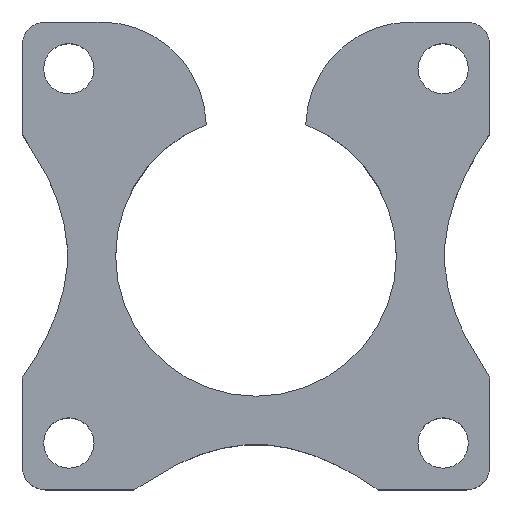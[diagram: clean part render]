
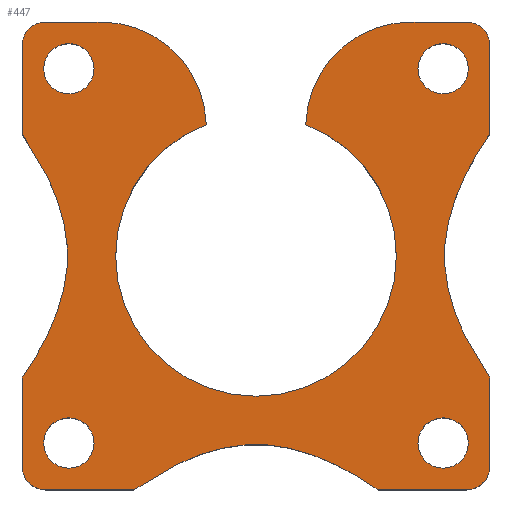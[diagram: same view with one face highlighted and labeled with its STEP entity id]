
A CAD part, top view. The second image highlights one B-rep face of the part: STEP entity #447.
In plain terms, the highlighted planar face has unit normal (0, 0, 1).
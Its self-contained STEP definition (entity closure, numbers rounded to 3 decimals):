
#22=FACE_BOUND('',#81,.T.);
#23=FACE_BOUND('',#82,.T.);
#24=FACE_BOUND('',#83,.T.);
#25=FACE_BOUND('',#84,.T.);
#29=B_SPLINE_CURVE_WITH_KNOTS('',3,(#739,#740,#741,#742,#743,#744,#745,
#746,#747,#748),.UNSPECIFIED.,.F.,.F.,(4,3,3,4),(-0.896,-0.677,
-0.319,-0.104),.UNSPECIFIED.);
#30=B_SPLINE_CURVE_WITH_KNOTS('',3,(#756,#757,#758,#759,#760,#761,#762,
#763,#764,#765),.UNSPECIFIED.,.F.,.F.,(4,3,3,4),(-0.896,-0.677,
-0.319,-0.104),.UNSPECIFIED.);
#31=B_SPLINE_CURVE_WITH_KNOTS('',3,(#773,#774,#775,#776,#777,#778,#779,
#780,#781,#782),.UNSPECIFIED.,.F.,.F.,(4,3,3,4),(0.104,0.323,
0.681,0.896),.UNSPECIFIED.);
#39=PLANE('',#499);
#52=FACE_OUTER_BOUND('',#80,.T.);
#80=EDGE_LOOP('',(#334,#335,#336,#337,#338,#339,#340,#341,#342,#343,#344,
#345,#346,#347,#348,#349,#350,#351));
#81=EDGE_LOOP('',(#352));
#82=EDGE_LOOP('',(#353));
#83=EDGE_LOOP('',(#354));
#84=EDGE_LOOP('',(#355));
#116=LINE('',#733,#148);
#117=LINE('',#737,#149);
#118=LINE('',#750,#150);
#119=LINE('',#754,#151);
#120=LINE('',#767,#152);
#121=LINE('',#771,#153);
#122=LINE('',#784,#154);
#123=LINE('',#787,#155);
#148=VECTOR('',#576,10.);
#149=VECTOR('',#579,10.);
#150=VECTOR('',#580,10.);
#151=VECTOR('',#583,10.);
#152=VECTOR('',#584,10.);
#153=VECTOR('',#587,10.);
#154=VECTOR('',#588,10.);
#155=VECTOR('',#591,10.);
#168=CIRCLE('',#482,12.);
#180=CIRCLE('',#496,9.);
#181=CIRCLE('',#498,9.);
#182=CIRCLE('',#500,2.);
#183=CIRCLE('',#501,2.);
#184=CIRCLE('',#502,2.);
#185=CIRCLE('',#503,2.);
#186=CIRCLE('',#504,2.15);
#187=CIRCLE('',#505,2.15);
#188=CIRCLE('',#506,2.15);
#189=CIRCLE('',#507,2.15);
#190=VERTEX_POINT('',#646);
#191=VERTEX_POINT('',#647);
#214=VERTEX_POINT('',#724);
#215=VERTEX_POINT('',#728);
#216=VERTEX_POINT('',#732);
#217=VERTEX_POINT('',#734);
#218=VERTEX_POINT('',#736);
#219=VERTEX_POINT('',#738);
#220=VERTEX_POINT('',#749);
#221=VERTEX_POINT('',#751);
#222=VERTEX_POINT('',#753);
#223=VERTEX_POINT('',#755);
#224=VERTEX_POINT('',#766);
#225=VERTEX_POINT('',#768);
#226=VERTEX_POINT('',#770);
#227=VERTEX_POINT('',#772);
#228=VERTEX_POINT('',#783);
#229=VERTEX_POINT('',#785);
#230=VERTEX_POINT('',#788);
#231=VERTEX_POINT('',#790);
#232=VERTEX_POINT('',#792);
#233=VERTEX_POINT('',#794);
#234=EDGE_CURVE('',#190,#191,#168,.T.);
#259=EDGE_CURVE('',#190,#214,#180,.T.);
#262=EDGE_CURVE('',#215,#191,#181,.T.);
#263=EDGE_CURVE('',#216,#215,#116,.T.);
#264=EDGE_CURVE('',#217,#216,#182,.T.);
#265=EDGE_CURVE('',#218,#217,#117,.T.);
#266=EDGE_CURVE('',#218,#219,#29,.T.);
#267=EDGE_CURVE('',#220,#219,#118,.T.);
#268=EDGE_CURVE('',#221,#220,#183,.T.);
#269=EDGE_CURVE('',#222,#221,#119,.T.);
#270=EDGE_CURVE('',#222,#223,#30,.T.);
#271=EDGE_CURVE('',#224,#223,#120,.T.);
#272=EDGE_CURVE('',#225,#224,#184,.T.);
#273=EDGE_CURVE('',#226,#225,#121,.T.);
#274=EDGE_CURVE('',#226,#227,#31,.T.);
#275=EDGE_CURVE('',#228,#227,#122,.T.);
#276=EDGE_CURVE('',#229,#228,#185,.T.);
#277=EDGE_CURVE('',#214,#229,#123,.T.);
#278=EDGE_CURVE('',#230,#230,#186,.T.);
#279=EDGE_CURVE('',#231,#231,#187,.T.);
#280=EDGE_CURVE('',#232,#232,#188,.T.);
#281=EDGE_CURVE('',#233,#233,#189,.T.);
#334=ORIENTED_EDGE('',*,*,#234,.T.);
#335=ORIENTED_EDGE('',*,*,#262,.F.);
#336=ORIENTED_EDGE('',*,*,#263,.F.);
#337=ORIENTED_EDGE('',*,*,#264,.F.);
#338=ORIENTED_EDGE('',*,*,#265,.F.);
#339=ORIENTED_EDGE('',*,*,#266,.T.);
#340=ORIENTED_EDGE('',*,*,#267,.F.);
#341=ORIENTED_EDGE('',*,*,#268,.F.);
#342=ORIENTED_EDGE('',*,*,#269,.F.);
#343=ORIENTED_EDGE('',*,*,#270,.T.);
#344=ORIENTED_EDGE('',*,*,#271,.F.);
#345=ORIENTED_EDGE('',*,*,#272,.F.);
#346=ORIENTED_EDGE('',*,*,#273,.F.);
#347=ORIENTED_EDGE('',*,*,#274,.T.);
#348=ORIENTED_EDGE('',*,*,#275,.F.);
#349=ORIENTED_EDGE('',*,*,#276,.F.);
#350=ORIENTED_EDGE('',*,*,#277,.F.);
#351=ORIENTED_EDGE('',*,*,#259,.F.);
#352=ORIENTED_EDGE('',*,*,#278,.F.);
#353=ORIENTED_EDGE('',*,*,#279,.F.);
#354=ORIENTED_EDGE('',*,*,#280,.F.);
#355=ORIENTED_EDGE('',*,*,#281,.F.);
#447=ADVANCED_FACE('',(#52,#22,#23,#24,#25),#39,.T.);
#482=AXIS2_PLACEMENT_3D('',#648,#528,#529);
#496=AXIS2_PLACEMENT_3D('',#725,#566,#567);
#498=AXIS2_PLACEMENT_3D('',#730,#572,#573);
#499=AXIS2_PLACEMENT_3D('',#731,#574,#575);
#500=AXIS2_PLACEMENT_3D('',#735,#577,#578);
#501=AXIS2_PLACEMENT_3D('',#752,#581,#582);
#502=AXIS2_PLACEMENT_3D('',#769,#585,#586);
#503=AXIS2_PLACEMENT_3D('',#786,#589,#590);
#504=AXIS2_PLACEMENT_3D('',#789,#592,#593);
#505=AXIS2_PLACEMENT_3D('',#791,#594,#595);
#506=AXIS2_PLACEMENT_3D('',#793,#596,#597);
#507=AXIS2_PLACEMENT_3D('',#795,#598,#599);
#528=DIRECTION('center_axis',(0.,0.,-1.));
#529=DIRECTION('ref_axis',(-0.354,0.935,0.));
#566=DIRECTION('center_axis',(0.,0.,-1.));
#567=DIRECTION('ref_axis',(-0.707,0.707,0.));
#572=DIRECTION('center_axis',(0.,0.,-1.));
#573=DIRECTION('ref_axis',(0.707,0.707,0.));
#574=DIRECTION('center_axis',(0.,0.,1.));
#575=DIRECTION('ref_axis',(1.,0.,0.));
#576=DIRECTION('',(1.,0.,0.));
#577=DIRECTION('center_axis',(0.,0.,-1.));
#578=DIRECTION('ref_axis',(-0.707,0.707,0.));
#579=DIRECTION('',(0.,1.,0.));
#580=DIRECTION('',(0.,1.,0.));
#581=DIRECTION('center_axis',(0.,0.,-1.));
#582=DIRECTION('ref_axis',(-0.707,-0.707,0.));
#583=DIRECTION('',(-1.,0.,0.));
#584=DIRECTION('',(-1.,0.,0.));
#585=DIRECTION('center_axis',(0.,0.,-1.));
#586=DIRECTION('ref_axis',(0.707,-0.707,0.));
#587=DIRECTION('',(0.,-1.,0.));
#588=DIRECTION('',(0.,-1.,0.));
#589=DIRECTION('center_axis',(0.,0.,-1.));
#590=DIRECTION('ref_axis',(0.707,0.707,0.));
#591=DIRECTION('',(1.,0.,0.));
#592=DIRECTION('center_axis',(0.,0.,1.));
#593=DIRECTION('ref_axis',(-1.,0.,0.));
#594=DIRECTION('center_axis',(0.,0.,1.));
#595=DIRECTION('ref_axis',(-1.,0.,0.));
#596=DIRECTION('center_axis',(0.,0.,1.));
#597=DIRECTION('ref_axis',(-1.,0.,0.));
#598=DIRECTION('center_axis',(0.,0.,1.));
#599=DIRECTION('ref_axis',(-1.,0.,0.));
#646=CARTESIAN_POINT('',(4.253,11.221,8.5));
#647=CARTESIAN_POINT('',(-4.253,11.221,8.5));
#648=CARTESIAN_POINT('Origin',(0.,0.,8.5));
#724=CARTESIAN_POINT('',(13.25,20.,8.5));
#725=CARTESIAN_POINT('Origin',(13.25,11.,8.5));
#728=CARTESIAN_POINT('',(-13.25,20.,8.5));
#730=CARTESIAN_POINT('Origin',(-13.25,11.,8.5));
#731=CARTESIAN_POINT('Origin',(0.,0.,8.5));
#732=CARTESIAN_POINT('',(-18.,20.,8.5));
#733=CARTESIAN_POINT('',(10.,20.,8.5));
#734=CARTESIAN_POINT('',(-20.,18.,8.5));
#735=CARTESIAN_POINT('Origin',(-18.,18.,8.5));
#736=CARTESIAN_POINT('',(-20.,10.44,8.5));
#737=CARTESIAN_POINT('',(-20.,10.,8.5));
#738=CARTESIAN_POINT('',(-20.,-10.44,8.5));
#739=CARTESIAN_POINT('Ctrl Pts',(-20.,10.44,8.5));
#740=CARTESIAN_POINT('Ctrl Pts',(-18.574,8.385,8.5));
#741=CARTESIAN_POINT('Ctrl Pts',(-17.529,6.383,8.5));
#742=CARTESIAN_POINT('Ctrl Pts',(-16.892,4.476,8.5));
#743=CARTESIAN_POINT('Ctrl Pts',(-15.851,1.358,8.5));
#744=CARTESIAN_POINT('Ctrl Pts',(-15.864,-1.472,8.5));
#745=CARTESIAN_POINT('Ctrl Pts',(-16.933,-4.596,8.5));
#746=CARTESIAN_POINT('Ctrl Pts',(-17.573,-6.467,8.5));
#747=CARTESIAN_POINT('Ctrl Pts',(-18.604,-8.428,8.5));
#748=CARTESIAN_POINT('Ctrl Pts',(-20.,-10.44,8.5));
#749=CARTESIAN_POINT('',(-20.,-18.,8.5));
#750=CARTESIAN_POINT('',(-20.,10.,8.5));
#751=CARTESIAN_POINT('',(-18.,-20.,8.5));
#752=CARTESIAN_POINT('Origin',(-18.,-18.,8.5));
#753=CARTESIAN_POINT('',(-10.44,-20.,8.5));
#754=CARTESIAN_POINT('',(-10.,-20.,8.5));
#755=CARTESIAN_POINT('',(10.44,-20.,8.5));
#756=CARTESIAN_POINT('Ctrl Pts',(-10.44,-20.,8.5));
#757=CARTESIAN_POINT('Ctrl Pts',(-8.385,-18.574,8.5));
#758=CARTESIAN_POINT('Ctrl Pts',(-6.383,-17.529,8.5));
#759=CARTESIAN_POINT('Ctrl Pts',(-4.476,-16.892,8.5));
#760=CARTESIAN_POINT('Ctrl Pts',(-1.358,-15.851,8.5));
#761=CARTESIAN_POINT('Ctrl Pts',(1.472,-15.864,8.5));
#762=CARTESIAN_POINT('Ctrl Pts',(4.596,-16.933,8.5));
#763=CARTESIAN_POINT('Ctrl Pts',(6.467,-17.573,8.5));
#764=CARTESIAN_POINT('Ctrl Pts',(8.428,-18.604,8.5));
#765=CARTESIAN_POINT('Ctrl Pts',(10.44,-20.,8.5));
#766=CARTESIAN_POINT('',(18.,-20.,8.5));
#767=CARTESIAN_POINT('',(-10.,-20.,8.5));
#768=CARTESIAN_POINT('',(20.,-18.,8.5));
#769=CARTESIAN_POINT('Origin',(18.,-18.,8.5));
#770=CARTESIAN_POINT('',(20.,-10.44,8.5));
#771=CARTESIAN_POINT('',(20.,-10.,8.5));
#772=CARTESIAN_POINT('',(20.,10.44,8.5));
#773=CARTESIAN_POINT('Ctrl Pts',(20.,-10.44,8.5));
#774=CARTESIAN_POINT('Ctrl Pts',(18.574,-8.385,8.5));
#775=CARTESIAN_POINT('Ctrl Pts',(17.529,-6.383,8.5));
#776=CARTESIAN_POINT('Ctrl Pts',(16.892,-4.476,8.5));
#777=CARTESIAN_POINT('Ctrl Pts',(15.851,-1.358,8.5));
#778=CARTESIAN_POINT('Ctrl Pts',(15.864,1.472,8.5));
#779=CARTESIAN_POINT('Ctrl Pts',(16.933,4.596,8.5));
#780=CARTESIAN_POINT('Ctrl Pts',(17.573,6.467,8.5));
#781=CARTESIAN_POINT('Ctrl Pts',(18.604,8.428,8.5));
#782=CARTESIAN_POINT('Ctrl Pts',(20.,10.44,8.5));
#783=CARTESIAN_POINT('',(20.,18.,8.5));
#784=CARTESIAN_POINT('',(20.,-10.,8.5));
#785=CARTESIAN_POINT('',(18.,20.,8.5));
#786=CARTESIAN_POINT('Origin',(18.,18.,8.5));
#787=CARTESIAN_POINT('',(10.,20.,8.5));
#788=CARTESIAN_POINT('',(-13.85,16.,8.5));
#789=CARTESIAN_POINT('Origin',(-16.,16.,8.5));
#790=CARTESIAN_POINT('',(18.15,16.,8.5));
#791=CARTESIAN_POINT('Origin',(16.,16.,8.5));
#792=CARTESIAN_POINT('',(18.15,-16.,8.5));
#793=CARTESIAN_POINT('Origin',(16.,-16.,8.5));
#794=CARTESIAN_POINT('',(-13.85,-16.,8.5));
#795=CARTESIAN_POINT('Origin',(-16.,-16.,8.5));
